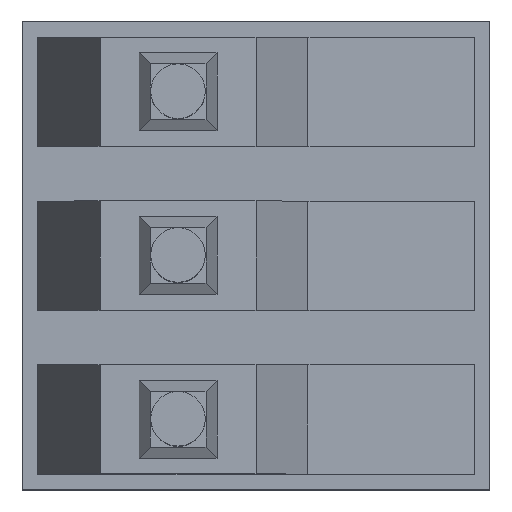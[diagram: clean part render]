
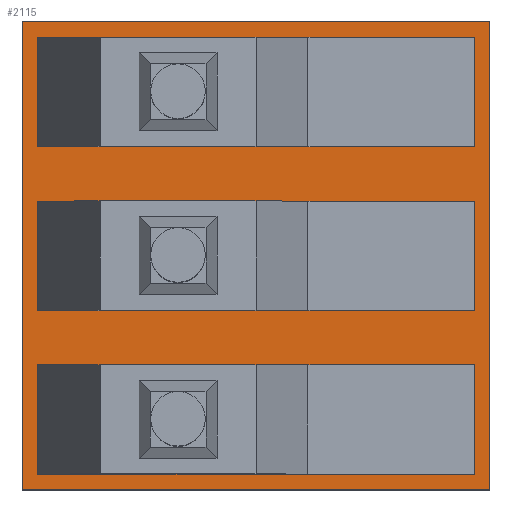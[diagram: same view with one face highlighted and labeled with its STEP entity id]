
A CAD part, top view. The second image highlights one B-rep face of the part: STEP entity #2115.
In plain terms, the highlighted planar face has unit normal (0, 0, 1).
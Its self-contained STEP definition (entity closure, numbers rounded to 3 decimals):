
#21=FACE_BOUND('',#269,.T.);
#22=FACE_BOUND('',#270,.T.);
#23=FACE_BOUND('',#271,.T.);
#148=FACE_OUTER_BOUND('',#268,.T.);
#268=EDGE_LOOP('',(#1836,#1837,#1838,#1839));
#269=EDGE_LOOP('',(#1840,#1841,#1842,#1843,#1844,#1845,#1846,#1847));
#270=EDGE_LOOP('',(#1848,#1849,#1850,#1851,#1852,#1853,#1854,#1855));
#271=EDGE_LOOP('',(#1856,#1857,#1858,#1859,#1860,#1861,#1862,#1863));
#430=LINE('',#3108,#712);
#433=LINE('',#3114,#715);
#438=LINE('',#3123,#720);
#444=LINE('',#3136,#726);
#447=LINE('',#3143,#729);
#450=LINE('',#3149,#732);
#455=LINE('',#3158,#737);
#461=LINE('',#3171,#743);
#464=LINE('',#3178,#746);
#467=LINE('',#3184,#749);
#472=LINE('',#3193,#754);
#478=LINE('',#3206,#760);
#492=LINE('',#3234,#774);
#494=LINE('',#3238,#776);
#500=LINE('',#3249,#782);
#501=LINE('',#3251,#783);
#517=LINE('',#3284,#799);
#519=LINE('',#3288,#801);
#522=LINE('',#3293,#804);
#523=LINE('',#3295,#805);
#528=LINE('',#3305,#810);
#530=LINE('',#3311,#812);
#544=LINE('',#3337,#826);
#545=LINE('',#3339,#827);
#548=LINE('',#3347,#830);
#551=LINE('',#3353,#833);
#554=LINE('',#3359,#836);
#557=LINE('',#3363,#839);
#712=VECTOR('',#2553,10.);
#715=VECTOR('',#2558,10.);
#720=VECTOR('',#2565,10.);
#726=VECTOR('',#2575,10.);
#729=VECTOR('',#2580,10.);
#732=VECTOR('',#2585,10.);
#737=VECTOR('',#2592,10.);
#743=VECTOR('',#2602,10.);
#746=VECTOR('',#2607,10.);
#749=VECTOR('',#2612,10.);
#754=VECTOR('',#2619,10.);
#760=VECTOR('',#2629,10.);
#774=VECTOR('',#2651,10.);
#776=VECTOR('',#2655,10.);
#782=VECTOR('',#2667,10.);
#783=VECTOR('',#2670,10.);
#799=VECTOR('',#2696,10.);
#801=VECTOR('',#2700,10.);
#804=VECTOR('',#2707,10.);
#805=VECTOR('',#2710,10.);
#810=VECTOR('',#2719,10.);
#812=VECTOR('',#2723,10.);
#826=VECTOR('',#2747,10.);
#827=VECTOR('',#2750,10.);
#830=VECTOR('',#2755,10.);
#833=VECTOR('',#2760,10.);
#836=VECTOR('',#2765,10.);
#839=VECTOR('',#2770,10.);
#943=VERTEX_POINT('',#3105);
#944=VERTEX_POINT('',#3107);
#946=VERTEX_POINT('',#3113);
#949=VERTEX_POINT('',#3121);
#954=VERTEX_POINT('',#3135);
#956=VERTEX_POINT('',#3140);
#957=VERTEX_POINT('',#3142);
#959=VERTEX_POINT('',#3148);
#962=VERTEX_POINT('',#3156);
#967=VERTEX_POINT('',#3170);
#969=VERTEX_POINT('',#3175);
#970=VERTEX_POINT('',#3177);
#972=VERTEX_POINT('',#3183);
#975=VERTEX_POINT('',#3191);
#980=VERTEX_POINT('',#3205);
#989=VERTEX_POINT('',#3230);
#990=VERTEX_POINT('',#3232);
#991=VERTEX_POINT('',#3236);
#1004=VERTEX_POINT('',#3280);
#1005=VERTEX_POINT('',#3282);
#1006=VERTEX_POINT('',#3286);
#1009=VERTEX_POINT('',#3303);
#1010=VERTEX_POINT('',#3307);
#1012=VERTEX_POINT('',#3310);
#1022=VERTEX_POINT('',#3344);
#1023=VERTEX_POINT('',#3346);
#1025=VERTEX_POINT('',#3352);
#1027=VERTEX_POINT('',#3358);
#1188=EDGE_CURVE('',#944,#943,#430,.T.);
#1191=EDGE_CURVE('',#946,#944,#433,.T.);
#1196=EDGE_CURVE('',#943,#949,#438,.T.);
#1202=EDGE_CURVE('',#954,#946,#444,.T.);
#1205=EDGE_CURVE('',#957,#956,#447,.T.);
#1208=EDGE_CURVE('',#959,#957,#450,.T.);
#1213=EDGE_CURVE('',#956,#962,#455,.T.);
#1219=EDGE_CURVE('',#967,#959,#461,.T.);
#1222=EDGE_CURVE('',#970,#969,#464,.T.);
#1225=EDGE_CURVE('',#972,#970,#467,.T.);
#1230=EDGE_CURVE('',#969,#975,#472,.T.);
#1236=EDGE_CURVE('',#980,#972,#478,.T.);
#1250=EDGE_CURVE('',#989,#990,#492,.T.);
#1252=EDGE_CURVE('',#949,#991,#494,.T.);
#1258=EDGE_CURVE('',#990,#954,#500,.T.);
#1259=EDGE_CURVE('',#991,#989,#501,.T.);
#1275=EDGE_CURVE('',#1004,#1005,#517,.T.);
#1277=EDGE_CURVE('',#962,#1006,#519,.T.);
#1280=EDGE_CURVE('',#1005,#967,#522,.T.);
#1281=EDGE_CURVE('',#1006,#1004,#523,.T.);
#1286=EDGE_CURVE('',#975,#1009,#528,.T.);
#1288=EDGE_CURVE('',#1012,#1010,#530,.T.);
#1302=EDGE_CURVE('',#1010,#980,#544,.T.);
#1303=EDGE_CURVE('',#1009,#1012,#545,.T.);
#1306=EDGE_CURVE('',#1023,#1022,#548,.T.);
#1309=EDGE_CURVE('',#1025,#1023,#551,.T.);
#1312=EDGE_CURVE('',#1027,#1025,#554,.T.);
#1315=EDGE_CURVE('',#1022,#1027,#557,.T.);
#1836=ORIENTED_EDGE('',*,*,#1315,.T.);
#1837=ORIENTED_EDGE('',*,*,#1312,.T.);
#1838=ORIENTED_EDGE('',*,*,#1309,.T.);
#1839=ORIENTED_EDGE('',*,*,#1306,.T.);
#1840=ORIENTED_EDGE('',*,*,#1196,.T.);
#1841=ORIENTED_EDGE('',*,*,#1252,.T.);
#1842=ORIENTED_EDGE('',*,*,#1259,.T.);
#1843=ORIENTED_EDGE('',*,*,#1250,.T.);
#1844=ORIENTED_EDGE('',*,*,#1258,.T.);
#1845=ORIENTED_EDGE('',*,*,#1202,.T.);
#1846=ORIENTED_EDGE('',*,*,#1191,.T.);
#1847=ORIENTED_EDGE('',*,*,#1188,.T.);
#1848=ORIENTED_EDGE('',*,*,#1213,.T.);
#1849=ORIENTED_EDGE('',*,*,#1277,.T.);
#1850=ORIENTED_EDGE('',*,*,#1281,.T.);
#1851=ORIENTED_EDGE('',*,*,#1275,.T.);
#1852=ORIENTED_EDGE('',*,*,#1280,.T.);
#1853=ORIENTED_EDGE('',*,*,#1219,.T.);
#1854=ORIENTED_EDGE('',*,*,#1208,.T.);
#1855=ORIENTED_EDGE('',*,*,#1205,.T.);
#1856=ORIENTED_EDGE('',*,*,#1230,.T.);
#1857=ORIENTED_EDGE('',*,*,#1286,.T.);
#1858=ORIENTED_EDGE('',*,*,#1303,.T.);
#1859=ORIENTED_EDGE('',*,*,#1288,.T.);
#1860=ORIENTED_EDGE('',*,*,#1302,.T.);
#1861=ORIENTED_EDGE('',*,*,#1236,.T.);
#1862=ORIENTED_EDGE('',*,*,#1225,.T.);
#1863=ORIENTED_EDGE('',*,*,#1222,.T.);
#2001=PLANE('',#2249);
#2115=ADVANCED_FACE('',(#148,#21,#22,#23),#2001,.T.);
#2249=AXIS2_PLACEMENT_3D('',#3364,#2771,#2772);
#2553=DIRECTION('',(0.,-1.,0.));
#2558=DIRECTION('',(1.,0.,0.));
#2565=DIRECTION('',(-1.,0.,0.));
#2575=DIRECTION('',(0.,-1.,0.));
#2580=DIRECTION('',(0.,-1.,0.));
#2585=DIRECTION('',(1.,0.,0.));
#2592=DIRECTION('',(-1.,0.,0.));
#2602=DIRECTION('',(0.,-1.,0.));
#2607=DIRECTION('',(0.,-1.,0.));
#2612=DIRECTION('',(1.,0.,0.));
#2619=DIRECTION('',(-1.,0.,0.));
#2629=DIRECTION('',(0.,-1.,0.));
#2651=DIRECTION('',(0.,1.,0.));
#2655=DIRECTION('',(0.,-1.,0.));
#2667=DIRECTION('',(1.,0.,0.));
#2670=DIRECTION('',(-1.,0.,0.));
#2696=DIRECTION('',(0.,1.,0.));
#2700=DIRECTION('',(0.,-1.,0.));
#2707=DIRECTION('',(1.,0.,0.));
#2710=DIRECTION('',(-1.,0.,0.));
#2719=DIRECTION('',(0.,-1.,0.));
#2723=DIRECTION('',(0.,1.,0.));
#2747=DIRECTION('',(1.,0.,0.));
#2750=DIRECTION('',(-1.,0.,0.));
#2755=DIRECTION('',(0.,-1.,0.));
#2760=DIRECTION('',(-1.,0.,0.));
#2765=DIRECTION('',(0.,1.,0.));
#2770=DIRECTION('',(1.,0.,0.));
#2771=DIRECTION('center_axis',(0.,0.,1.));
#2772=DIRECTION('ref_axis',(1.,0.,0.));
#3105=CARTESIAN_POINT('',(27.,-17.5,1.));
#3107=CARTESIAN_POINT('',(27.,-12.5,1.));
#3108=CARTESIAN_POINT('',(27.,-16.25,1.));
#3113=CARTESIAN_POINT('',(19.,-12.5,1.));
#3114=CARTESIAN_POINT('',(19.,-12.5,1.));
#3121=CARTESIAN_POINT('',(19.,-17.5,1.));
#3123=CARTESIAN_POINT('',(19.,-17.5,1.));
#3135=CARTESIAN_POINT('',(19.,-11.5,1.));
#3136=CARTESIAN_POINT('',(19.,-16.75,1.));
#3140=CARTESIAN_POINT('',(27.,-28.,1.));
#3142=CARTESIAN_POINT('',(27.,-23.,1.));
#3143=CARTESIAN_POINT('',(27.,-21.5,1.));
#3148=CARTESIAN_POINT('',(19.,-23.,1.));
#3149=CARTESIAN_POINT('',(19.,-23.,1.));
#3156=CARTESIAN_POINT('',(19.,-28.,1.));
#3158=CARTESIAN_POINT('',(19.,-28.,1.));
#3170=CARTESIAN_POINT('',(19.,-22.,1.));
#3171=CARTESIAN_POINT('',(19.,-22.,1.));
#3175=CARTESIAN_POINT('',(27.,-7.,1.));
#3177=CARTESIAN_POINT('',(27.,-2.,1.));
#3178=CARTESIAN_POINT('',(27.,-11.,1.));
#3183=CARTESIAN_POINT('',(19.,-2.,1.));
#3184=CARTESIAN_POINT('',(19.,-2.,1.));
#3191=CARTESIAN_POINT('',(19.,-7.,1.));
#3193=CARTESIAN_POINT('',(19.,-7.,1.));
#3205=CARTESIAN_POINT('',(19.,-1.,1.));
#3206=CARTESIAN_POINT('',(19.,-8.,1.));
#3230=CARTESIAN_POINT('',(1.,-18.5,1.));
#3232=CARTESIAN_POINT('',(1.,-11.5,1.));
#3234=CARTESIAN_POINT('',(1.,-16.75,1.));
#3236=CARTESIAN_POINT('',(19.,-18.5,1.));
#3238=CARTESIAN_POINT('',(19.,-16.75,1.));
#3249=CARTESIAN_POINT('',(15.,-11.5,1.));
#3251=CARTESIAN_POINT('',(15.,-18.5,1.));
#3280=CARTESIAN_POINT('',(1.,-29.,1.));
#3282=CARTESIAN_POINT('',(1.,-22.,1.));
#3284=CARTESIAN_POINT('',(1.,-22.,1.));
#3286=CARTESIAN_POINT('',(19.,-29.,1.));
#3288=CARTESIAN_POINT('',(19.,-22.,1.));
#3293=CARTESIAN_POINT('',(15.,-22.,1.));
#3295=CARTESIAN_POINT('',(15.,-29.,1.));
#3303=CARTESIAN_POINT('',(19.,-8.,1.));
#3305=CARTESIAN_POINT('',(19.,-8.,1.));
#3307=CARTESIAN_POINT('',(1.,-1.,1.));
#3310=CARTESIAN_POINT('',(1.,-8.,1.));
#3311=CARTESIAN_POINT('',(1.,-8.,1.));
#3337=CARTESIAN_POINT('',(15.,-1.,1.));
#3339=CARTESIAN_POINT('',(15.,-8.,1.));
#3344=CARTESIAN_POINT('',(0.,-30.,1.));
#3346=CARTESIAN_POINT('',(0.,0.,1.));
#3347=CARTESIAN_POINT('',(0.,-30.,1.));
#3352=CARTESIAN_POINT('',(30.,0.,1.));
#3353=CARTESIAN_POINT('',(0.,0.,1.));
#3358=CARTESIAN_POINT('',(30.,-30.,1.));
#3359=CARTESIAN_POINT('',(30.,0.,1.));
#3363=CARTESIAN_POINT('',(30.,-30.,1.));
#3364=CARTESIAN_POINT('Origin',(15.,-15.,1.));
